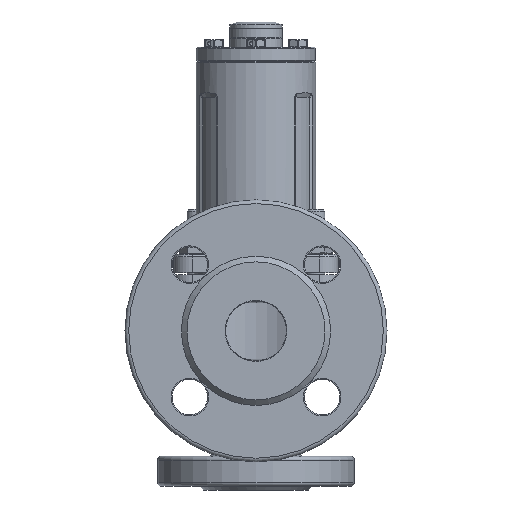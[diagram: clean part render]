
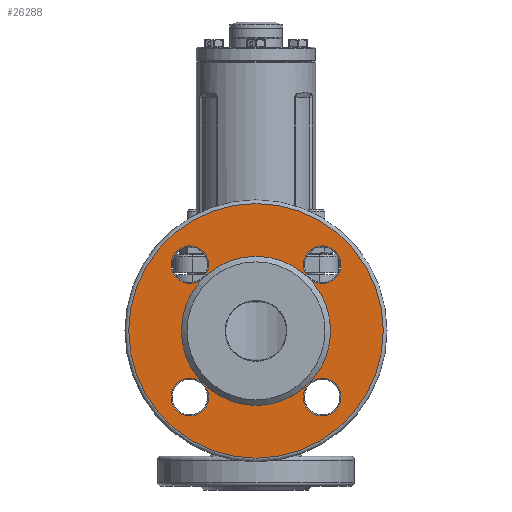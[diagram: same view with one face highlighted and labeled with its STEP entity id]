
A CAD part, left-side view. The second image highlights one B-rep face of the part: STEP entity #26288.
In plain terms, the highlighted planar face has unit normal (-1, 0, 0).
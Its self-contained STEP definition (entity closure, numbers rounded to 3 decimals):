
#10624=CARTESIAN_POINT('',(-92.,68.,0.));
#10625=VERTEX_POINT('',#10624);
#10633=CARTESIAN_POINT('',(-92.,-68.,-0.));
#10634=VERTEX_POINT('',#10633);
#10635=CARTESIAN_POINT('',(-92.,0.,0.));
#10636=DIRECTION('',(1.,0.,-0.));
#10637=DIRECTION('',(0.,1.,0.));
#10638=AXIS2_PLACEMENT_3D('',#10635,#10636,#10637);
#10639=CIRCLE('',#10638,68.);
#10640=EDGE_CURVE('NONE',#10625,#10634,#10639,.T.);
#10642=CARTESIAN_POINT('',(-92.,0.,0.));
#10643=DIRECTION('',(1.,0.,-0.));
#10644=DIRECTION('',(0.,1.,0.));
#10645=AXIS2_PLACEMENT_3D('',#10642,#10643,#10644);
#10646=CIRCLE('',#10645,68.);
#10647=EDGE_CURVE('NONE',#10634,#10625,#10646,.T.);
#10698=CARTESIAN_POINT('',(-92.,39.852,0.));
#10699=VERTEX_POINT('',#10698);
#10725=CARTESIAN_POINT('',(-92.,-0.,39.852));
#10726=VERTEX_POINT('',#10725);
#10727=CARTESIAN_POINT('',(-92.,0.,0.));
#10728=DIRECTION('',(1.,-0.,-0.));
#10729=DIRECTION('',(0.,0.,1.));
#10730=AXIS2_PLACEMENT_3D('',#10727,#10728,#10729);
#10731=CIRCLE('',#10730,39.852);
#10732=EDGE_CURVE('NONE',#10726,#10699,#10731,.T.);
#10734=CARTESIAN_POINT('',(-92.,0.,0.));
#10735=DIRECTION('',(1.,-0.,-0.));
#10736=DIRECTION('',(0.,0.,1.));
#10737=AXIS2_PLACEMENT_3D('',#10734,#10735,#10736);
#10738=CIRCLE('',#10737,39.852);
#10739=EDGE_CURVE('NONE',#10699,#10726,#10738,.T.);
#26231=CARTESIAN_POINT('',(-92.,-0.,68.));
#26232=DIRECTION('',(-1.,0.,0.));
#26233=DIRECTION('',(0.,-1.,-0.));
#26234=AXIS2_PLACEMENT_3D('',#26231,#26232,#26233);
#26235=PLANE('',#26234);
#26236=CARTESIAN_POINT('',(-92.,-35.355,45.398));
#26237=VERTEX_POINT('',#26236);
#26238=CARTESIAN_POINT('',(-92.,-35.355,35.355));
#26239=DIRECTION('',(1.,-0.,-0.));
#26240=DIRECTION('',(0.,0.,1.));
#26241=AXIS2_PLACEMENT_3D('',#26238,#26239,#26240);
#26242=CIRCLE('',#26241,10.042);
#26243=EDGE_CURVE('',#26237,#26237,#26242,.T.);
#26244=ORIENTED_EDGE('',*,*,#26243,.T.);
#26245=EDGE_LOOP('',(#26244));
#26246=FACE_BOUND('',#26245,.T.);
#26247=CARTESIAN_POINT('',(-92.,35.355,45.398));
#26248=VERTEX_POINT('',#26247);
#26249=CARTESIAN_POINT('',(-92.,35.355,35.355));
#26250=DIRECTION('',(1.,-0.,-0.));
#26251=DIRECTION('',(0.,0.,1.));
#26252=AXIS2_PLACEMENT_3D('',#26249,#26250,#26251);
#26253=CIRCLE('',#26252,10.042);
#26254=EDGE_CURVE('',#26248,#26248,#26253,.T.);
#26255=ORIENTED_EDGE('',*,*,#26254,.T.);
#26256=EDGE_LOOP('',(#26255));
#26257=FACE_BOUND('',#26256,.T.);
#26258=CARTESIAN_POINT('',(-92.,35.355,-25.313));
#26259=VERTEX_POINT('',#26258);
#26260=CARTESIAN_POINT('',(-92.,35.355,-35.355));
#26261=DIRECTION('',(1.,-0.,-0.));
#26262=DIRECTION('',(0.,0.,1.));
#26263=AXIS2_PLACEMENT_3D('',#26260,#26261,#26262);
#26264=CIRCLE('',#26263,10.042);
#26265=EDGE_CURVE('',#26259,#26259,#26264,.T.);
#26266=ORIENTED_EDGE('',*,*,#26265,.T.);
#26267=EDGE_LOOP('',(#26266));
#26268=FACE_BOUND('',#26267,.T.);
#26269=CARTESIAN_POINT('',(-92.,-35.355,-25.313));
#26270=VERTEX_POINT('',#26269);
#26271=CARTESIAN_POINT('',(-92.,-35.355,-35.355));
#26272=DIRECTION('',(1.,-0.,-0.));
#26273=DIRECTION('',(0.,0.,1.));
#26274=AXIS2_PLACEMENT_3D('',#26271,#26272,#26273);
#26275=CIRCLE('',#26274,10.042);
#26276=EDGE_CURVE('',#26270,#26270,#26275,.T.);
#26277=ORIENTED_EDGE('',*,*,#26276,.T.);
#26278=EDGE_LOOP('',(#26277));
#26279=FACE_BOUND('',#26278,.T.);
#26280=ORIENTED_EDGE('',*,*,#10732,.T.);
#26281=ORIENTED_EDGE('',*,*,#10739,.T.);
#26282=EDGE_LOOP('',(#26280,#26281));
#26283=FACE_BOUND('',#26282,.T.);
#26284=ORIENTED_EDGE('',*,*,#10640,.F.);
#26285=ORIENTED_EDGE('',*,*,#10647,.F.);
#26286=EDGE_LOOP('',(#26284,#26285));
#26287=FACE_BOUND('',#26286,.T.);
#26288=ADVANCED_FACE('NONE',(#26246,#26257,#26268,#26279,#26283,#26287),#26235,.T.);
